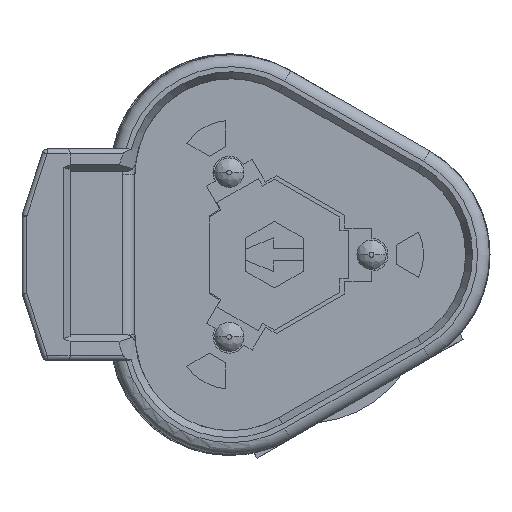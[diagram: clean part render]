
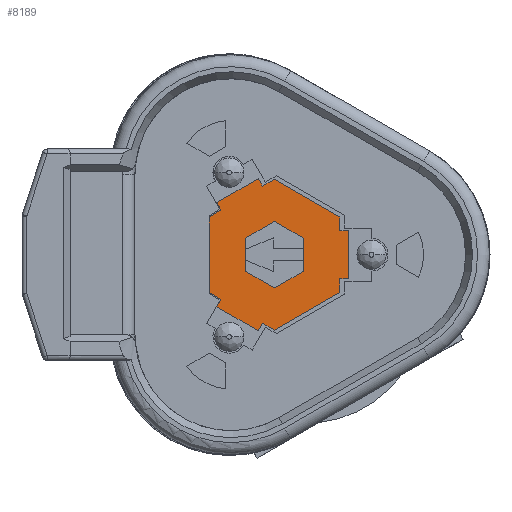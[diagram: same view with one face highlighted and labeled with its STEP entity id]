
A CAD part, left-side view. The second image highlights one B-rep face of the part: STEP entity #8189.
In plain terms, the highlighted planar face has unit normal (-1, 0, 0).
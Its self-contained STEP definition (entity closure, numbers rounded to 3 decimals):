
#1214=DIRECTION('',(0.,0.,-1.));
#1215=VECTOR('',#1214,3.989);
#1216=CARTESIAN_POINT('',(16.12,4.816,1.994));
#1217=LINE('',#1216,#1215);
#1537=DIRECTION('',(0.,0.866,0.5));
#1538=VECTOR('',#1537,0.724);
#1539=CARTESIAN_POINT('',(16.12,1.361,-3.989));
#1540=LINE('',#1539,#1538);
#1541=DIRECTION('',(0.,0.5,-0.866));
#1542=VECTOR('',#1541,0.457);
#1543=CARTESIAN_POINT('',(16.12,1.989,-3.627));
#1544=LINE('',#1543,#1542);
#1545=DIRECTION('',(0.,0.866,0.5));
#1546=VECTOR('',#1545,2.54);
#1547=CARTESIAN_POINT('',(16.12,2.217,-4.023));
#1548=LINE('',#1547,#1546);
#1549=DIRECTION('',(0.,-0.5,0.866));
#1550=VECTOR('',#1549,0.457);
#1551=CARTESIAN_POINT('',(16.12,4.417,-2.753));
#1552=LINE('',#1551,#1550);
#1553=DIRECTION('',(0.,0.866,0.5));
#1554=VECTOR('',#1553,0.724);
#1555=CARTESIAN_POINT('',(16.12,4.188,-2.357));
#1556=LINE('',#1555,#1554);
#1557=DIRECTION('',(0.,-0.866,0.5));
#1558=VECTOR('',#1557,0.724);
#1559=CARTESIAN_POINT('',(16.12,4.816,1.994));
#1560=LINE('',#1559,#1558);
#1561=DIRECTION('',(0.,0.5,0.866));
#1562=VECTOR('',#1561,0.457);
#1563=CARTESIAN_POINT('',(16.12,4.188,2.357));
#1564=LINE('',#1563,#1562);
#1565=DIRECTION('',(0.,-0.866,0.5));
#1566=VECTOR('',#1565,2.54);
#1567=CARTESIAN_POINT('',(16.12,4.417,2.753));
#1568=LINE('',#1567,#1566);
#1569=DIRECTION('',(0.,-0.5,-0.866));
#1570=VECTOR('',#1569,0.457);
#1571=CARTESIAN_POINT('',(16.12,2.217,4.023));
#1572=LINE('',#1571,#1570);
#1573=DIRECTION('',(0.,-0.866,0.5));
#1574=VECTOR('',#1573,0.724);
#1575=CARTESIAN_POINT('',(16.12,1.989,3.627));
#1576=LINE('',#1575,#1574);
#1577=DIRECTION('',(0.,-0.866,-0.5));
#1578=VECTOR('',#1577,3.989);
#1579=CARTESIAN_POINT('',(16.12,1.361,3.989));
#1580=LINE('',#1579,#1578);
#1581=DIRECTION('',(0.,-1.,0.));
#1582=VECTOR('',#1581,0.457);
#1583=CARTESIAN_POINT('',(16.12,-2.093,1.27));
#1584=LINE('',#1583,#1582);
#1585=DIRECTION('',(0.,0.866,-0.5));
#1586=VECTOR('',#1585,3.989);
#1587=CARTESIAN_POINT('',(16.12,-2.093,-1.994));
#1588=LINE('',#1587,#1586);
#1589=DIRECTION('',(0.,0.866,-0.5));
#1590=VECTOR('',#1589,1.76);
#1591=CARTESIAN_POINT('',(16.12,1.361,1.76));
#1592=LINE('',#1591,#1590);
#1593=DIRECTION('',(0.,-0.866,-0.5));
#1594=VECTOR('',#1593,1.76);
#1595=CARTESIAN_POINT('',(16.12,2.885,-0.88));
#1596=LINE('',#1595,#1594);
#1597=DIRECTION('',(0.,-0.866,0.5));
#1598=VECTOR('',#1597,1.76);
#1599=CARTESIAN_POINT('',(16.12,1.361,-1.76));
#1600=LINE('',#1599,#1598);
#1601=DIRECTION('',(0.,0.866,0.5));
#1602=VECTOR('',#1601,1.76);
#1603=CARTESIAN_POINT('',(16.12,-0.163,0.88));
#1604=LINE('',#1603,#1602);
#1629=DIRECTION('',(0.,0.,1.));
#1630=VECTOR('',#1629,0.724);
#1631=CARTESIAN_POINT('',(16.12,-2.093,1.27));
#1632=LINE('',#1631,#1630);
#1637=DIRECTION('',(0.,0.,1.));
#1638=VECTOR('',#1637,2.54);
#1639=CARTESIAN_POINT('',(16.12,-2.55,-1.27));
#1640=LINE('',#1639,#1638);
#1645=DIRECTION('',(0.,-1.,0.));
#1646=VECTOR('',#1645,0.457);
#1647=CARTESIAN_POINT('',(16.12,-2.093,-1.27));
#1648=LINE('',#1647,#1646);
#1657=DIRECTION('',(0.,0.,1.));
#1658=VECTOR('',#1657,0.724);
#1659=CARTESIAN_POINT('',(16.12,-2.093,-1.994));
#1660=LINE('',#1659,#1658);
#1685=DIRECTION('',(0.,0.,-1.));
#1686=VECTOR('',#1685,1.76);
#1687=CARTESIAN_POINT('',(16.12,-0.163,0.88));
#1688=LINE('',#1687,#1686);
#1729=DIRECTION('',(0.,0.,1.));
#1730=VECTOR('',#1729,1.76);
#1731=CARTESIAN_POINT('',(16.12,2.885,-0.88));
#1732=LINE('',#1731,#1730);
#5187=CARTESIAN_POINT('',(16.12,1.361,-3.989));
#5188=CARTESIAN_POINT('',(16.12,1.989,-3.627));
#5189=VERTEX_POINT('',#5187);
#5190=VERTEX_POINT('',#5188);
#5191=CARTESIAN_POINT('',(16.12,2.217,-4.023));
#5192=VERTEX_POINT('',#5191);
#5193=CARTESIAN_POINT('',(16.12,4.417,-2.753));
#5194=VERTEX_POINT('',#5193);
#5195=CARTESIAN_POINT('',(16.12,4.188,-2.357));
#5196=VERTEX_POINT('',#5195);
#5197=CARTESIAN_POINT('',(16.12,4.816,-1.994));
#5198=VERTEX_POINT('',#5197);
#5199=CARTESIAN_POINT('',(16.12,4.816,1.994));
#5200=VERTEX_POINT('',#5199);
#5201=CARTESIAN_POINT('',(16.12,4.188,2.357));
#5202=VERTEX_POINT('',#5201);
#5203=CARTESIAN_POINT('',(16.12,4.417,2.753));
#5204=VERTEX_POINT('',#5203);
#5205=CARTESIAN_POINT('',(16.12,2.217,4.023));
#5206=VERTEX_POINT('',#5205);
#5207=CARTESIAN_POINT('',(16.12,1.989,3.627));
#5208=VERTEX_POINT('',#5207);
#5209=CARTESIAN_POINT('',(16.12,1.361,3.989));
#5210=VERTEX_POINT('',#5209);
#5211=CARTESIAN_POINT('',(16.12,-2.093,1.994));
#5212=VERTEX_POINT('',#5211);
#5213=CARTESIAN_POINT('',(16.12,-2.093,1.27));
#5214=VERTEX_POINT('',#5213);
#5215=CARTESIAN_POINT('',(16.12,-2.55,1.27));
#5216=VERTEX_POINT('',#5215);
#5217=CARTESIAN_POINT('',(16.12,-2.55,-1.27));
#5218=VERTEX_POINT('',#5217);
#5219=CARTESIAN_POINT('',(16.12,-2.093,-1.27));
#5220=VERTEX_POINT('',#5219);
#5221=CARTESIAN_POINT('',(16.12,-2.093,-1.994));
#5222=VERTEX_POINT('',#5221);
#5223=CARTESIAN_POINT('',(16.12,1.361,1.76));
#5224=CARTESIAN_POINT('',(16.12,2.885,0.88));
#5225=VERTEX_POINT('',#5223);
#5226=VERTEX_POINT('',#5224);
#5227=CARTESIAN_POINT('',(16.12,2.885,-0.88));
#5228=VERTEX_POINT('',#5227);
#5229=CARTESIAN_POINT('',(16.12,1.361,-1.76));
#5230=VERTEX_POINT('',#5229);
#5231=CARTESIAN_POINT('',(16.12,-0.163,-0.88));
#5232=VERTEX_POINT('',#5231);
#5233=CARTESIAN_POINT('',(16.12,-0.163,0.88));
#5234=VERTEX_POINT('',#5233);
#8139=CARTESIAN_POINT('',(16.12,1.361,0.));
#8140=DIRECTION('',(1.,0.,0.));
#8141=DIRECTION('',(0.,0.,-1.));
#8142=AXIS2_PLACEMENT_3D('',#8139,#8140,#8141);
#8143=PLANE('',#8142);
#8144=ORIENTED_EDGE('',*,*,#8063,.T.);
#8145=ORIENTED_EDGE('',*,*,#8085,.T.);
#8146=ORIENTED_EDGE('',*,*,#8106,.T.);
#8147=ORIENTED_EDGE('',*,*,#8126,.T.);
#8148=ORIENTED_EDGE('',*,*,#7391,.T.);
#8149=ORIENTED_EDGE('',*,*,#7415,.F.);
#8150=ORIENTED_EDGE('',*,*,#7439,.T.);
#8152=ORIENTED_EDGE('',*,*,#8151,.T.);
#8154=ORIENTED_EDGE('',*,*,#8153,.T.);
#8156=ORIENTED_EDGE('',*,*,#8155,.T.);
#8158=ORIENTED_EDGE('',*,*,#8157,.T.);
#8160=ORIENTED_EDGE('',*,*,#8159,.T.);
#8162=ORIENTED_EDGE('',*,*,#8161,.F.);
#8164=ORIENTED_EDGE('',*,*,#8163,.T.);
#8166=ORIENTED_EDGE('',*,*,#8165,.F.);
#8168=ORIENTED_EDGE('',*,*,#8167,.F.);
#8170=ORIENTED_EDGE('',*,*,#8169,.F.);
#8172=ORIENTED_EDGE('',*,*,#8171,.T.);
#8173=EDGE_LOOP('',(#8144,#8145,#8146,#8147,#8148,#8149,#8150,#8152,#8154,#8156,
#8158,#8160,#8162,#8164,#8166,#8168,#8170,#8172));
#8174=FACE_OUTER_BOUND('',#8173,.F.);
#8176=ORIENTED_EDGE('',*,*,#8175,.T.);
#8178=ORIENTED_EDGE('',*,*,#8177,.F.);
#8180=ORIENTED_EDGE('',*,*,#8179,.T.);
#8182=ORIENTED_EDGE('',*,*,#8181,.T.);
#8184=ORIENTED_EDGE('',*,*,#8183,.F.);
#8186=ORIENTED_EDGE('',*,*,#8185,.T.);
#8187=EDGE_LOOP('',(#8176,#8178,#8180,#8182,#8184,#8186));
#8188=FACE_BOUND('',#8187,.F.);
#8189=ADVANCED_FACE('',(#8174,#8188),#8143,.F.);
#7391=EDGE_CURVE('',#5196,#5198,#1556,.T.);
#7415=EDGE_CURVE('',#5200,#5198,#1217,.T.);
#7439=EDGE_CURVE('',#5200,#5202,#1560,.T.);
#8063=EDGE_CURVE('',#5189,#5190,#1540,.T.);
#8085=EDGE_CURVE('',#5190,#5192,#1544,.T.);
#8106=EDGE_CURVE('',#5192,#5194,#1548,.T.);
#8126=EDGE_CURVE('',#5194,#5196,#1552,.T.);
#8151=EDGE_CURVE('',#5202,#5204,#1564,.T.);
#8153=EDGE_CURVE('',#5204,#5206,#1568,.T.);
#8155=EDGE_CURVE('',#5206,#5208,#1572,.T.);
#8157=EDGE_CURVE('',#5208,#5210,#1576,.T.);
#8159=EDGE_CURVE('',#5210,#5212,#1580,.T.);
#8161=EDGE_CURVE('',#5214,#5212,#1632,.T.);
#8163=EDGE_CURVE('',#5214,#5216,#1584,.T.);
#8165=EDGE_CURVE('',#5218,#5216,#1640,.T.);
#8167=EDGE_CURVE('',#5220,#5218,#1648,.T.);
#8169=EDGE_CURVE('',#5222,#5220,#1660,.T.);
#8171=EDGE_CURVE('',#5222,#5189,#1588,.T.);
#8175=EDGE_CURVE('',#5225,#5226,#1592,.T.);
#8177=EDGE_CURVE('',#5228,#5226,#1732,.T.);
#8179=EDGE_CURVE('',#5228,#5230,#1596,.T.);
#8181=EDGE_CURVE('',#5230,#5232,#1600,.T.);
#8183=EDGE_CURVE('',#5234,#5232,#1688,.T.);
#8185=EDGE_CURVE('',#5234,#5225,#1604,.T.);
